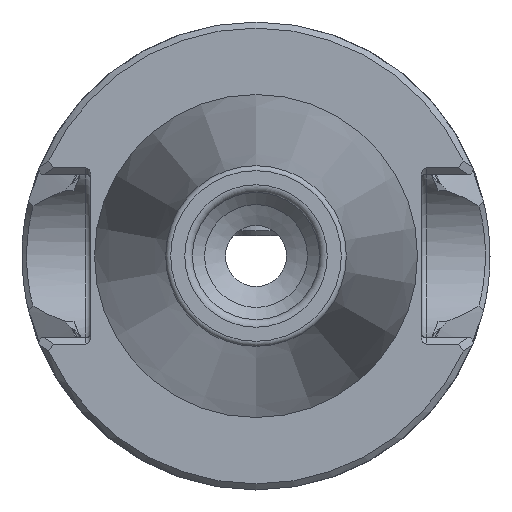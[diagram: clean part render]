
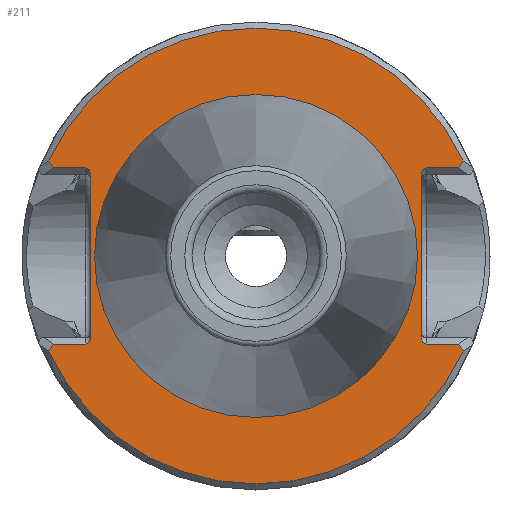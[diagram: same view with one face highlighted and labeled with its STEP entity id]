
A CAD part, left-side view. The second image highlights one B-rep face of the part: STEP entity #211.
In plain terms, the highlighted planar face has unit normal (-1, 0, 0).
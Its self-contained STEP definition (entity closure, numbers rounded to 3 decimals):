
#211 = ADVANCED_FACE( '', ( #491, #492 ), #493, .T. );
#491 = FACE_OUTER_BOUND( '', #877, .T. );
#492 = FACE_BOUND( '', #878, .T. );
#493 = PLANE( '', #879 );
#877 = EDGE_LOOP( '', ( #1434, #1435, #1436, #1437, #1438, #1439, #1440, #1441, #1442, #1443, #1444, #1445, #1446, #1447, #1448, #1449 ) );
#878 = EDGE_LOOP( '', ( #1450 ) );
#879 = AXIS2_PLACEMENT_3D( '', #1451, #1452, #1453 );
#1434 = ORIENTED_EDGE( '', *, *, #2159, .T. );
#1435 = ORIENTED_EDGE( '', *, *, #2160, .T. );
#1436 = ORIENTED_EDGE( '', *, *, #2046, .T. );
#1437 = ORIENTED_EDGE( '', *, *, #2161, .T. );
#1438 = ORIENTED_EDGE( '', *, *, #2162, .T. );
#1439 = ORIENTED_EDGE( '', *, *, #2163, .T. );
#1440 = ORIENTED_EDGE( '', *, *, #2148, .T. );
#1441 = ORIENTED_EDGE( '', *, *, #1986, .T. );
#1442 = ORIENTED_EDGE( '', *, *, #2164, .T. );
#1443 = ORIENTED_EDGE( '', *, *, #2100, .T. );
#1444 = ORIENTED_EDGE( '', *, *, #2165, .T. );
#1445 = ORIENTED_EDGE( '', *, *, #2032, .T. );
#1446 = ORIENTED_EDGE( '', *, *, #2166, .T. );
#1447 = ORIENTED_EDGE( '', *, *, #2085, .T. );
#1448 = ORIENTED_EDGE( '', *, *, #2167, .T. );
#1449 = ORIENTED_EDGE( '', *, *, #2027, .T. );
#1450 = ORIENTED_EDGE( '', *, *, #2168, .F. );
#1451 = CARTESIAN_POINT( '', ( 2., 0., 15.861 ) );
#1452 = DIRECTION( '', ( -1., 0., 0. ) );
#1453 = DIRECTION( '', ( 0., 0., 1. ) );
#1986 = EDGE_CURVE( '', #2325, #2323, #2326, .T. );
#2027 = EDGE_CURVE( '', #2395, #2393, #2396, .T. );
#2032 = EDGE_CURVE( '', #2403, #2404, #2405, .F. );
#2046 = EDGE_CURVE( '', #2428, #2429, #2430, .T. );
#2085 = EDGE_CURVE( '', #2494, #2495, #2496, .F. );
#2100 = EDGE_CURVE( '', #2520, #2521, #2522, .T. );
#2148 = EDGE_CURVE( '', #2592, #2325, #2593, .T. );
#2159 = EDGE_CURVE( '', #2393, #2606, #2607, .T. );
#2160 = EDGE_CURVE( '', #2606, #2428, #2608, .T. );
#2161 = EDGE_CURVE( '', #2429, #2609, #2610, .F. );
#2162 = EDGE_CURVE( '', #2609, #2611, #2612, .T. );
#2163 = EDGE_CURVE( '', #2611, #2592, #2613, .F. );
#2164 = EDGE_CURVE( '', #2323, #2520, #2614, .T. );
#2165 = EDGE_CURVE( '', #2521, #2403, #2615, .T. );
#2166 = EDGE_CURVE( '', #2404, #2494, #2616, .T. );
#2167 = EDGE_CURVE( '', #2495, #2395, #2617, .T. );
#2168 = EDGE_CURVE( '', #2618, #2618, #2619, .T. );
#2323 = VERTEX_POINT( '', #2820 );
#2325 = VERTEX_POINT( '', #2828 );
#2326 = B_SPLINE_CURVE_WITH_KNOTS( '', 1, ( #2829, #2830 ), .UNSPECIFIED., .F., .F., ( 2, 2 ), ( 0., 0.821 ), .UNSPECIFIED. );
#2393 = VERTEX_POINT( '', #2984 );
#2395 = VERTEX_POINT( '', #2992 );
#2396 = B_SPLINE_CURVE_WITH_KNOTS( '', 1, ( #2993, #2994 ), .UNSPECIFIED., .F., .F., ( 2, 2 ), ( 0., 0.821 ), .UNSPECIFIED. );
#2403 = VERTEX_POINT( '', #3004 );
#2404 = VERTEX_POINT( '', #3005 );
#2405 = ELLIPSE( '', #3006, 0.707, 0.5 );
#2428 = VERTEX_POINT( '', #3036 );
#2429 = VERTEX_POINT( '', #3037 );
#2430 = LINE( '', #3038, #3039 );
#2494 = VERTEX_POINT( '', #3194 );
#2495 = VERTEX_POINT( '', #3195 );
#2496 = ELLIPSE( '', #3196, 0.707, 0.5 );
#2520 = VERTEX_POINT( '', #3256 );
#2521 = VERTEX_POINT( '', #3257 );
#2522 = B_SPLINE_CURVE_WITH_KNOTS( '', 1, ( #3258, #3259 ), .UNSPECIFIED., .F., .F., ( 2, 2 ), ( 0.179, 1. ), .UNSPECIFIED. );
#2592 = VERTEX_POINT( '', #3359 );
#2593 = LINE( '', #3360, #3361 );
#2606 = VERTEX_POINT( '', #3382 );
#2607 = CIRCLE( '', #3383, 22.4 );
#2608 = B_SPLINE_CURVE_WITH_KNOTS( '', 1, ( #3384, #3385 ), .UNSPECIFIED., .F., .F., ( 2, 2 ), ( 0.179, 1. ), .UNSPECIFIED. );
#2609 = VERTEX_POINT( '', #3386 );
#2610 = ELLIPSE( '', #3387, 0.707, 0.5 );
#2611 = VERTEX_POINT( '', #3388 );
#2612 = LINE( '', #3389, #3390 );
#2613 = ELLIPSE( '', #3391, 0.707, 0.5 );
#2614 = CIRCLE( '', #3392, 22.4 );
#2615 = LINE( '', #3393, #3394 );
#2616 = LINE( '', #3395, #3396 );
#2617 = LINE( '', #3397, #3398 );
#2618 = VERTEX_POINT( '', #3399 );
#2619 = CIRCLE( '', #3400, 15.861 );
#2820 = CARTESIAN_POINT( '', ( 2., 20.361, -9.337 ) );
#2828 = CARTESIAN_POINT( '', ( 2., 19.923, -8.65 ) );
#2829 = CARTESIAN_POINT( '', ( 2., 19.923, -8.65 ) );
#2830 = CARTESIAN_POINT( '', ( 2., 20.361, -9.337 ) );
#2984 = CARTESIAN_POINT( '', ( 2., -20.361, 9.337 ) );
#2992 = CARTESIAN_POINT( '', ( 2., -19.923, 8.65 ) );
#2993 = CARTESIAN_POINT( '', ( 2., -19.923, 8.65 ) );
#2994 = CARTESIAN_POINT( '', ( 2., -20.361, 9.337 ) );
#3004 = CARTESIAN_POINT( '', ( 2., -16.75, -8.65 ) );
#3005 = CARTESIAN_POINT( '', ( 2., -16.25, -7.943 ) );
#3006 = AXIS2_PLACEMENT_3D( '', #3933, #3934, #3935 );
#3036 = CARTESIAN_POINT( '', ( 2., 19.923, 8.65 ) );
#3037 = CARTESIAN_POINT( '', ( 2., 16.75, 8.65 ) );
#3038 = CARTESIAN_POINT( '', ( 2., 16.25, 8.65 ) );
#3039 = VECTOR( '', #3952, 1000. );
#3194 = CARTESIAN_POINT( '', ( 2., -16.25, 7.943 ) );
#3195 = CARTESIAN_POINT( '', ( 2., -16.75, 8.65 ) );
#3196 = AXIS2_PLACEMENT_3D( '', #3990, #3991, #3992 );
#3256 = CARTESIAN_POINT( '', ( 2., -20.361, -9.337 ) );
#3257 = CARTESIAN_POINT( '', ( 2., -19.923, -8.65 ) );
#3258 = CARTESIAN_POINT( '', ( 2., -20.361, -9.337 ) );
#3259 = CARTESIAN_POINT( '', ( 2., -19.923, -8.65 ) );
#3359 = CARTESIAN_POINT( '', ( 2., 16.75, -8.65 ) );
#3360 = CARTESIAN_POINT( '', ( 2., 21.064, -8.65 ) );
#3361 = VECTOR( '', #4058, 1000. );
#3382 = CARTESIAN_POINT( '', ( 2., 20.361, 9.337 ) );
#3383 = AXIS2_PLACEMENT_3D( '', #4067, #4068, #4069 );
#3384 = CARTESIAN_POINT( '', ( 2., 20.361, 9.337 ) );
#3385 = CARTESIAN_POINT( '', ( 2., 19.923, 8.65 ) );
#3386 = CARTESIAN_POINT( '', ( 2., 16.25, 7.943 ) );
#3387 = AXIS2_PLACEMENT_3D( '', #4070, #4071, #4072 );
#3388 = CARTESIAN_POINT( '', ( 2., 16.25, -7.943 ) );
#3389 = CARTESIAN_POINT( '', ( 2., 16.25, 15.861 ) );
#3390 = VECTOR( '', #4073, 1000. );
#3391 = AXIS2_PLACEMENT_3D( '', #4074, #4075, #4076 );
#3392 = AXIS2_PLACEMENT_3D( '', #4077, #4078, #4079 );
#3393 = CARTESIAN_POINT( '', ( 2., -16.25, -8.65 ) );
#3394 = VECTOR( '', #4080, 1000. );
#3395 = CARTESIAN_POINT( '', ( 2., -16.25, 15.861 ) );
#3396 = VECTOR( '', #4081, 1000. );
#3397 = CARTESIAN_POINT( '', ( 2., -21.064, 8.65 ) );
#3398 = VECTOR( '', #4082, 1000. );
#3399 = CARTESIAN_POINT( '', ( 2., 0., 15.861 ) );
#3400 = AXIS2_PLACEMENT_3D( '', #4083, #4084, #4085 );
#3933 = CARTESIAN_POINT( '', ( 2., -16.75, -7.943 ) );
#3934 = DIRECTION( '', ( -1., 0., 0. ) );
#3935 = DIRECTION( '', ( 0., 0., -1. ) );
#3952 = DIRECTION( '', ( 0., -1., 0. ) );
#3990 = CARTESIAN_POINT( '', ( 2., -16.75, 7.943 ) );
#3991 = DIRECTION( '', ( -1., 0., 0. ) );
#3992 = DIRECTION( '', ( 0., 0., -1. ) );
#4058 = DIRECTION( '', ( 0., 1., 0. ) );
#4067 = CARTESIAN_POINT( '', ( 2., 0., 0. ) );
#4068 = DIRECTION( '', ( -1., 0., 0. ) );
#4069 = DIRECTION( '', ( 0., 0., 1. ) );
#4070 = CARTESIAN_POINT( '', ( 2., 16.75, 7.943 ) );
#4071 = DIRECTION( '', ( -1., 0., 0. ) );
#4072 = DIRECTION( '', ( 0., 0., 1. ) );
#4073 = DIRECTION( '', ( 0., 0., -1. ) );
#4074 = CARTESIAN_POINT( '', ( 2., 16.75, -7.943 ) );
#4075 = DIRECTION( '', ( -1., 0., 0. ) );
#4076 = DIRECTION( '', ( 0., 0., 1. ) );
#4077 = CARTESIAN_POINT( '', ( 2., 0., 0. ) );
#4078 = DIRECTION( '', ( -1., 0., 0. ) );
#4079 = DIRECTION( '', ( 0., 0., 1. ) );
#4080 = DIRECTION( '', ( 0., 1., 0. ) );
#4081 = DIRECTION( '', ( 0., 0., 1. ) );
#4082 = DIRECTION( '', ( 0., -1., 0. ) );
#4083 = CARTESIAN_POINT( '', ( 2., 0., 0. ) );
#4084 = DIRECTION( '', ( -1., 0., 0. ) );
#4085 = DIRECTION( '', ( 0., 0., 1. ) );
